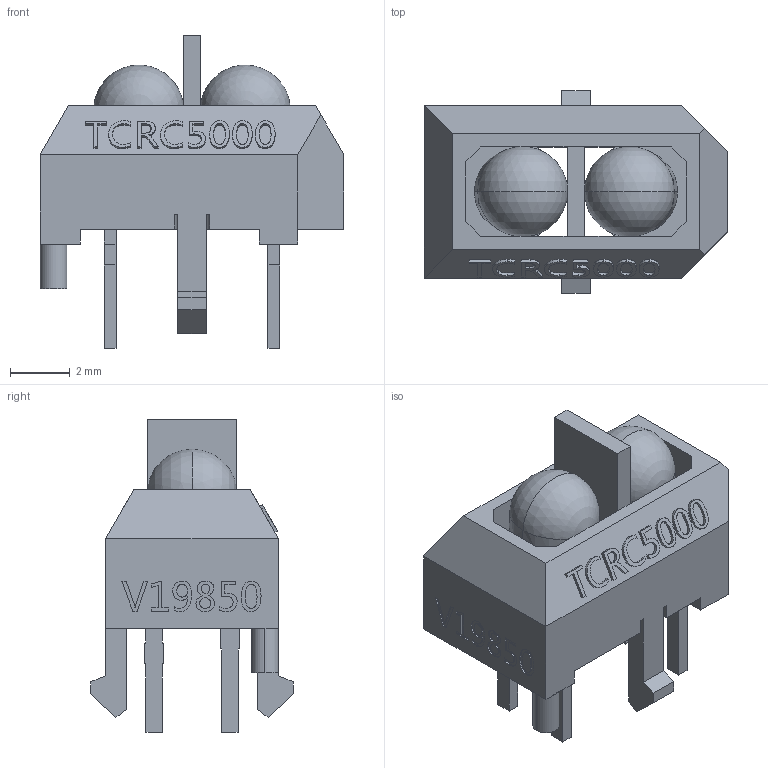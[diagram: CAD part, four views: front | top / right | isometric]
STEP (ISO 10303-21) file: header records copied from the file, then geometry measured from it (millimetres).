
FILE_DESCRIPTION (( 'STEP AP214' ), '1' );
FILE_NAME ('OPTO-TH_TCRT5000L.step', '2022-07-05T14:12:27', ( '' ), ( '' ), 'SwSTEP 2.0', 'SolidWorks 2020', '' );
FILE_SCHEMA (( 'AUTOMOTIVE_DESIGN' ));
Length unit declared in the file: millimetre
Products named in the file (1): OPTO-TH_TCRT5000L
Bounding box: 10.2 x 6.8 x 10.5 mm (x, y, z)
Volume: 224.5 mm3; surface area: 539.9 mm2
Topology: 5 solids, 5 shells, 563 faces, 1535 edges, 1016 vertices
Faces by surface type: plane 348, bspline 199, cone 6, cylinder 6, sphere 4
Entity records: 30004 total; most frequent: CARTESIAN_POINT 10892, ORIENTED_EDGE 3056, DIRECTION 1879, EDGE_CURVE 1528, LINE 1087, VECTOR 1087, VERTEX_POINT 1013, EDGE_LOOP 609
